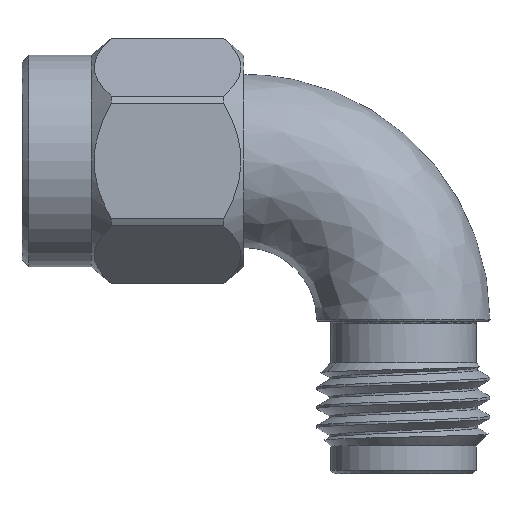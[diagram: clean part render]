
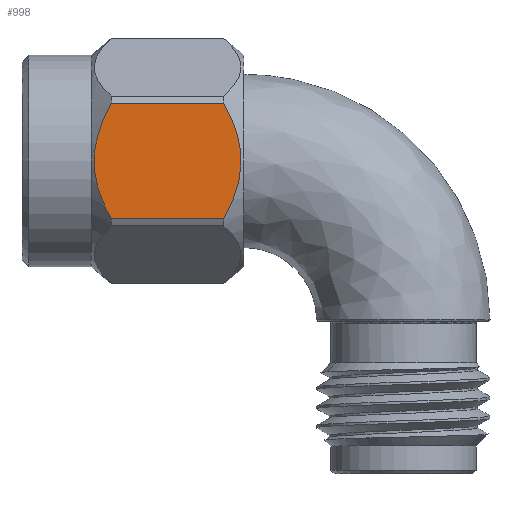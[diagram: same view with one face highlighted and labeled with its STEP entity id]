
A CAD part, front view. The second image highlights one B-rep face of the part: STEP entity #998.
In plain terms, the highlighted planar face has unit normal (0, -1, 0).
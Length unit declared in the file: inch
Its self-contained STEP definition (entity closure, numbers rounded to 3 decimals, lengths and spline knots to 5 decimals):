
#330 = CARTESIAN_POINT ( 'NONE',  ( 0.10663, -0.15625, 0.02909 ) ) ;
#355 = CARTESIAN_POINT ( 'NONE',  ( 0.1161, -0.15625, -0.05727 ) ) ;
#372 = CARTESIAN_POINT ( 'NONE',  ( 0.1289, -0.15625, -0.08326 ) ) ;
#432 = CARTESIAN_POINT ( 'NONE',  ( 0.31112, -0.15625, 0.0362 ) ) ;
#645 = CARTESIAN_POINT ( 'NONE',  ( 0.54, -0.15625, -0.09021 ) ) ;
#680 = ORIENTED_EDGE ( 'NONE', *, *, #4151, .T. ) ;
#750 = CARTESIAN_POINT ( 'NONE',  ( 0.12538, -0.15625, -0.07697 ) ) ;
#790 = CARTESIAN_POINT ( 'NONE',  ( 0.11339, -0.15625, -0.05037 ) ) ;
#810 = CARTESIAN_POINT ( 'NONE',  ( 0.12208, -0.15625, -0.07054 ) ) ;
#998 = ADVANCED_FACE ( 'NONE', ( #1470 ), #4833, .T. ) ;
#1238 = VERTEX_POINT ( 'NONE', #3351 ) ;
#1325 = CARTESIAN_POINT ( 'NONE',  ( 0.10669, -0.15625, -0.02934 ) ) ;
#1348 = CARTESIAN_POINT ( 'NONE',  ( 0.3129, -0.15625, 0.02899 ) ) ;
#1470 = FACE_OUTER_BOUND ( 'NONE', #3053, .T. ) ;
#1637 = VERTEX_POINT ( 'NONE', #372 ) ;
#1761 = CARTESIAN_POINT ( 'NONE',  ( 0.2911, -0.15625, 0.08326 ) ) ;
#1801 = CARTESIAN_POINT ( 'NONE',  ( 0.31282, -0.15625, -0.02937 ) ) ;
#1941 = EDGE_CURVE ( 'NONE', #4518, #4947, #5839, .T. ) ;
#1979 = VECTOR ( 'NONE', #4965, 39.37008 ) ;
#2076 = ORIENTED_EDGE ( 'NONE', *, *, #5564, .T. ) ;
#2193 = CARTESIAN_POINT ( 'NONE',  ( 0.12201, -0.15625, 0.07039 ) ) ;
#2663 = CARTESIAN_POINT ( 'NONE',  ( 0.1133, -0.15625, 0.05013 ) ) ;
#2767 = CARTESIAN_POINT ( 'NONE',  ( 0.31105, -0.15625, -0.03645 ) ) ;
#3053 = EDGE_LOOP ( 'NONE', ( #2076, #4759, #680, #5760 ) ) ;
#3092 = DIRECTION ( 'NONE',  ( -1., 0., 0. ) ) ;
#3106 = CARTESIAN_POINT ( 'NONE',  ( 0.12534, -0.15625, 0.07689 ) ) ;
#3126 = CARTESIAN_POINT ( 'NONE',  ( 0.1041, -0.15625, 0.01467 ) ) ;
#3219 = CARTESIAN_POINT ( 'NONE',  ( 0.2911, -0.15625, -0.08326 ) ) ;
#3232 = CARTESIAN_POINT ( 'NONE',  ( 0.2911, -0.15625, -0.08326 ) ) ;
#3351 = CARTESIAN_POINT ( 'NONE',  ( 0.1289, -0.15625, 0.08326 ) ) ;
#3356 = LINE ( 'NONE', #3954, #1979 ) ;
#3600 = CARTESIAN_POINT ( 'NONE',  ( 0.10414, -0.15625, -0.01498 ) ) ;
#3617 = CARTESIAN_POINT ( 'NONE',  ( 0.1289, -0.15625, 0.08326 ) ) ;
#3621 = CARTESIAN_POINT ( 'NONE',  ( 0.30443, -0.15625, -0.05722 ) ) ;
#3645 = CARTESIAN_POINT ( 'NONE',  ( 0.31587, -0.15625, -0.00743 ) ) ;
#3662 = CARTESIAN_POINT ( 'NONE',  ( 0.30447, -0.15625, 0.05713 ) ) ;
#3954 = CARTESIAN_POINT ( 'NONE',  ( 0.66895, -0.15625, -0.08326 ) ) ;
#4113 = CARTESIAN_POINT ( 'NONE',  ( 0.1289, -0.15625, -0.08326 ) ) ;
#4151 = EDGE_CURVE ( 'NONE', #4947, #1238, #5976, .T. ) ;
#4518 = VERTEX_POINT ( 'NONE', #3219 ) ;
#4575 = CARTESIAN_POINT ( 'NONE',  ( 0.2983, -0.15625, 0.0704 ) ) ;
#4598 = CARTESIAN_POINT ( 'NONE',  ( 0.31589, -0.15625, 0.00717 ) ) ;
#4759 = ORIENTED_EDGE ( 'NONE', *, *, #1941, .T. ) ;
#4833 = PLANE ( 'NONE',  #5228 ) ;
#4881 = DIRECTION ( 'NONE',  ( 0., -1., 0. ) ) ;
#4947 = VERTEX_POINT ( 'NONE', #5773 ) ;
#4965 = DIRECTION ( 'NONE',  ( 1., 0., 0. ) ) ;
#5098 = CARTESIAN_POINT ( 'NONE',  ( 0.116, -0.15625, 0.05704 ) ) ;
#5148 = B_SPLINE_CURVE_WITH_KNOTS ( 'NONE', 3,
 ( #3617, #3106, #2193, #5098, #2663, #330, #3126, #3600, #1325, #790, #355, #810, #750, #4113 ),
 .UNSPECIFIED., .F., .F.,
 ( 4, 2, 2, 2, 2, 2, 4 ),
 ( 0.01049, 0.01104, 0.01159, 0.0127, 0.01381, 0.01436, 0.01492 ),
 .UNSPECIFIED. ) ;
#5228 = AXIS2_PLACEMENT_3D ( 'NONE', #645, #4881, #5765 ) ;
#5564 = EDGE_CURVE ( 'NONE', #1637, #4518, #3356, .T. ) ;
#5732 = EDGE_CURVE ( 'NONE', #1238, #1637, #5148, .T. ) ;
#5760 = ORIENTED_EDGE ( 'NONE', *, *, #5732, .T. ) ;
#5765 = DIRECTION ( 'NONE',  ( 0., 0., -1. ) ) ;
#5773 = CARTESIAN_POINT ( 'NONE',  ( 0.2911, -0.15625, 0.08326 ) ) ;
#5819 = VECTOR ( 'NONE', #3092, 39.37008 ) ;
#5839 = B_SPLINE_CURVE_WITH_KNOTS ( 'NONE', 3,
 ( #3232, #6004, #3621, #2767, #1801, #6024, #3645, #4598, #6097, #1348, #432, #3662, #4575, #1761 ),
 .UNSPECIFIED., .F., .F.,
 ( 4, 2, 2, 2, 2, 2, 4 ),
 ( 0., 0.00111, 0.00166, 0.00221, 0.00277, 0.00332, 0.00443 ),
 .UNSPECIFIED. ) ;
#5976 = LINE ( 'NONE', #6001, #5819 ) ;
#6001 = CARTESIAN_POINT ( 'NONE',  ( 0.66895, -0.15625, 0.08326 ) ) ;
#6004 = CARTESIAN_POINT ( 'NONE',  ( 0.29829, -0.15625, -0.07043 ) ) ;
#6024 = CARTESIAN_POINT ( 'NONE',  ( 0.31525, -0.15625, -0.0148 ) ) ;
#6097 = CARTESIAN_POINT ( 'NONE',  ( 0.31528, -0.15625, 0.01446 ) ) ;
